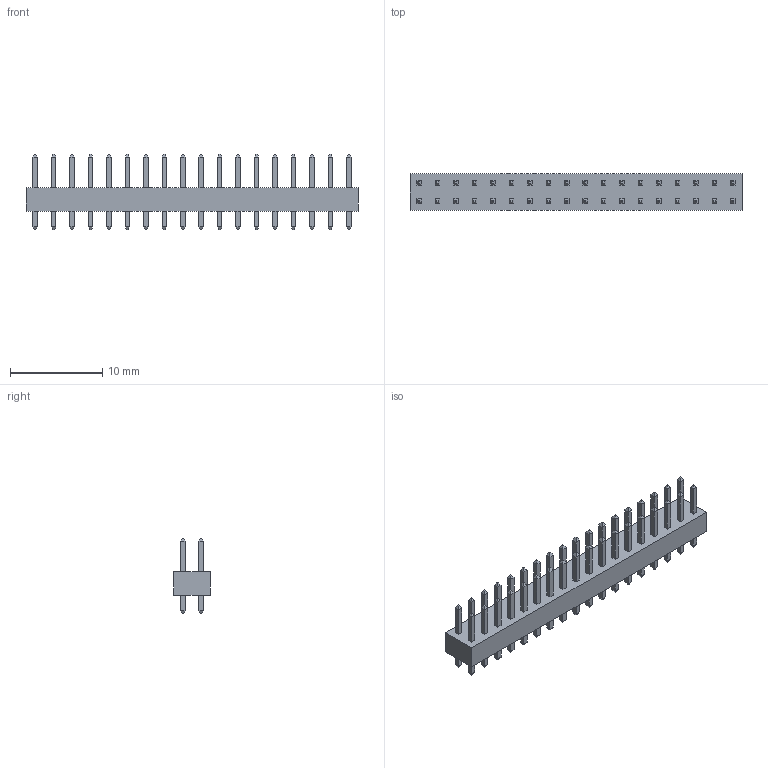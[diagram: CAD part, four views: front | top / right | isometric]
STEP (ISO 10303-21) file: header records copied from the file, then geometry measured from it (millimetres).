
FILE_DESCRIPTION (( 'STEP AP214' ), '1' );
FILE_NAME ( 'HDRV36W50P200_18X2_3600X400H615.STEP', '2022-06-19T11:52:37', ( '' ), ( '' ), '', '©2017 PCB Libraries, Inc.', '' );
FILE_SCHEMA (( 'AUTOMOTIVE_DESIGN' ));
Length unit declared in the file: millimetre
Products named in the file (1): HDRV36W50P200_18X2_3600X400H615
Bounding box: 36 x 4 x 8.15 mm (x, y, z)
Volume: 413.4 mm3; surface area: 904.2 mm2
Topology: 73 solids, 73 shells, 726 faces, 1452 edges, 872 vertices
Faces by surface type: plane 726
Entity records: 20315 total; most frequent: CARTESIAN_POINT 3051, DIRECTION 2906, ORIENTED_EDGE 2904, VECTOR 1452, LINE 1452, EDGE_CURVE 1452, VERTEX_POINT 872, STYLED_ITEM 800
